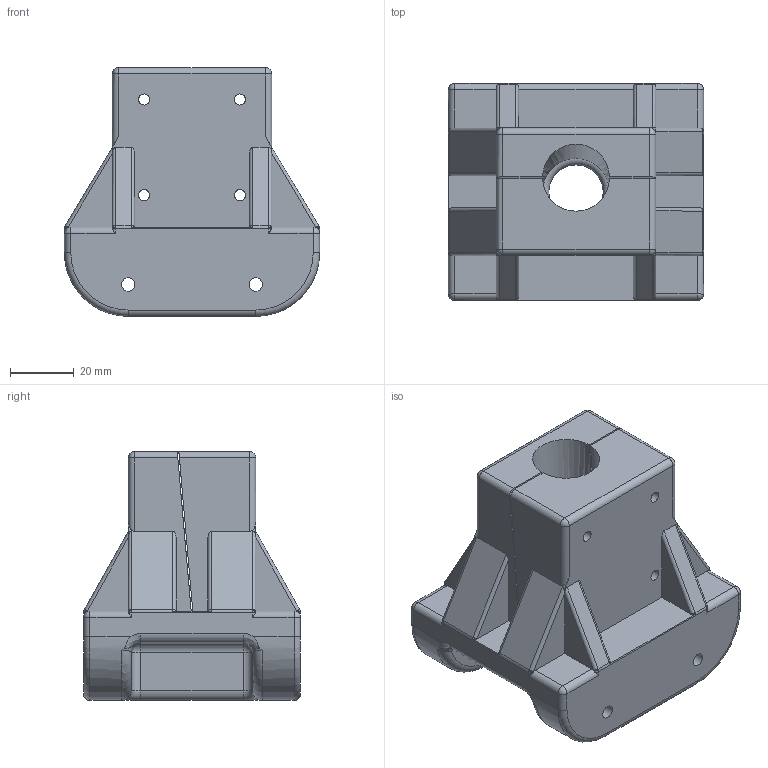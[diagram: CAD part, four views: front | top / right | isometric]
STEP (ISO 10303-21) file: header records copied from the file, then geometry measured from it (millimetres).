
FILE_DESCRIPTION(/* description */ (''),/* implementation_level */ '2;1');
FILE_NAME(/* name */ 'Arm again v10.step',/* time_stamp */ '2023-04-13T18:37:46-05:00',/* author */ (''),/* organization */ (''),/* preprocessor_version */ 'ST-DEVELOPER v19.2',/* originating_system */ 'Autodesk Translation Framework v12.4.0.73',/* authorisation */ '');
FILE_SCHEMA (('AUTOMOTIVE_DESIGN { 1 0 10303 214 3 1 1 }'));
Length unit declared in the file: millimetre
Products named in the file (2): Arm again; Frame Attatchment v10
Assembly tree (1 placements, depth 2):
  Arm again
    Frame Attatchment v10
Bounding box: 80 x 68 x 78 mm (x, y, z)
Volume: 201332.9 mm3; surface area: 38632.2 mm2
Topology: 1 solids, 1 shells, 216 faces, 535 edges, 320 vertices
Faces by surface type: cylinder 97, plane 57, bspline 36, torus 14, sphere 12
Full cylindrical faces by diameter (mm): 3.5 x8, 4.2 x4, 17 x1
Entity records: 7272 total; most frequent: CARTESIAN_POINT 2100, DIRECTION 1095, ORIENTED_EDGE 1070, EDGE_CURVE 535, AXIS2_PLACEMENT_3D 427, VERTEX_POINT 320, EDGE_LOOP 241, LINE 241
